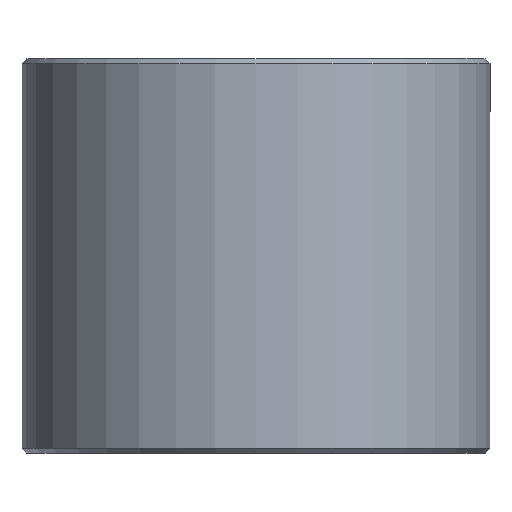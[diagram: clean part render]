
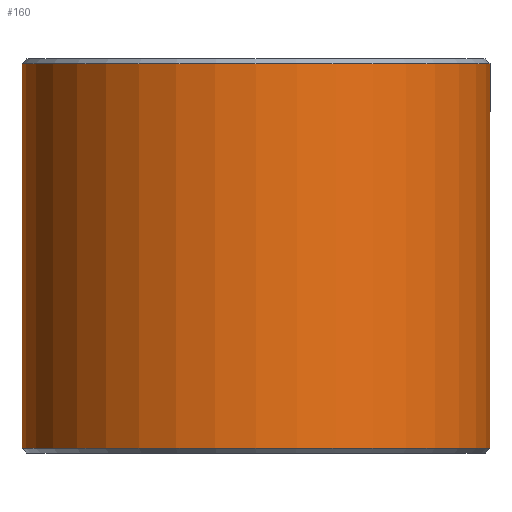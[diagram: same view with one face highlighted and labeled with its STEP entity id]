
A CAD part, front view. The second image highlights one B-rep face of the part: STEP entity #160.
In plain terms, the highlighted cylindrical face has radius 95 mm (diameter 190 mm), a full revolution.
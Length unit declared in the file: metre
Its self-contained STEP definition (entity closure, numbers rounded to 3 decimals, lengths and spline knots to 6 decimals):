
#160=ADVANCED_FACE('',(#186,#187),#188,.T.);
#186=FACE_OUTER_BOUND('',#2754,.T.);
#187=FACE_OUTER_BOUND('',#2755,.T.);
#188=CYLINDRICAL_SURFACE('',#2756,0.095);
#2754=EDGE_LOOP('',(#5347));
#2755=EDGE_LOOP('',(#5348));
#2756=AXIS2_PLACEMENT_3D('',#5349,#5350,#5351);
#5347=ORIENTED_EDGE('',*,*,#5392,.T.);
#5348=ORIENTED_EDGE('',*,*,#5393,.F.);
#5349=CARTESIAN_POINT('',(0.0,0.0,0.));
#5350=DIRECTION('',(0.0,0.,-1.0));
#5351=DIRECTION('',(0.0,1.0,0.));
#5392=EDGE_CURVE('',#5424,#5424,#5425,.T.);
#5393=EDGE_CURVE('',#5426,#5426,#5427,.T.);
#5424=VERTEX_POINT('',#5696);
#5425=CIRCLE('',#5697,0.095);
#5426=VERTEX_POINT('',#5698);
#5427=CIRCLE('',#5699,0.095);
#5696=CARTESIAN_POINT('',(0.0,0.095,0.158));
#5697=AXIS2_PLACEMENT_3D('',#5732,#5733,#5734);
#5698=CARTESIAN_POINT('',(0.0,0.095,0.002));
#5699=AXIS2_PLACEMENT_3D('',#5735,#5736,#5737);
#5732=CARTESIAN_POINT('',(0.0,0.,0.158));
#5733=DIRECTION('',(0.0,0.,-1.0));
#5734=DIRECTION('',(0.0,1.0,0.));
#5735=CARTESIAN_POINT('',(0.0,0.0,0.002));
#5736=DIRECTION('',(0.0,0.,-1.0));
#5737=DIRECTION('',(0.0,1.0,0.));
